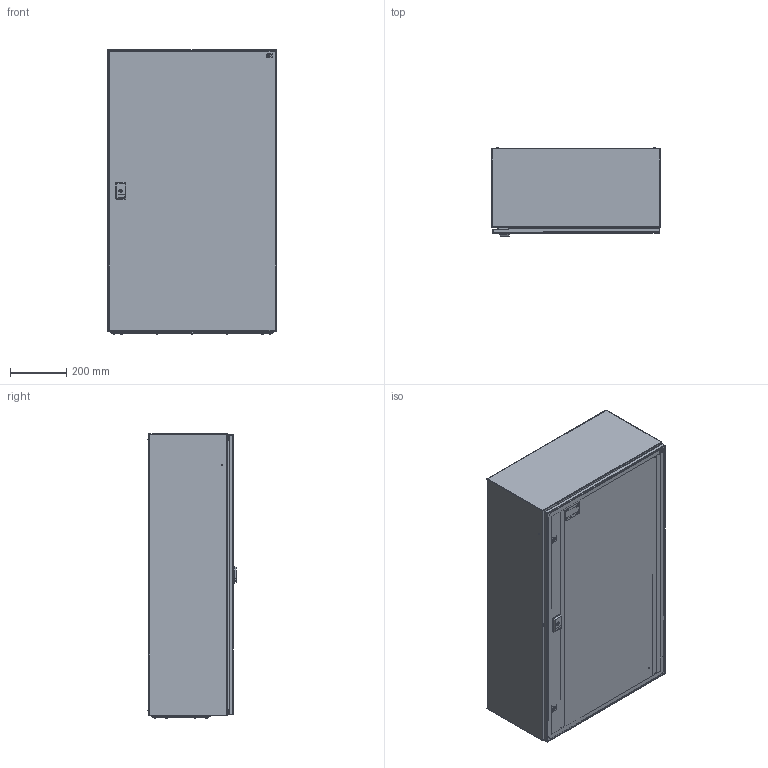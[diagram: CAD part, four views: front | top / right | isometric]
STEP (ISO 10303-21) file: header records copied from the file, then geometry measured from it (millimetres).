
FILE_DESCRIPTION((''),'2;1');
FILE_NAME('GT_100_60_30_ASM','2021-11-04T',('marketing.praksa'),('Audax d.o.o.'),'CREO PARAMETRIC BY PTC INC, 2017480','CREO PARAMETRIC BY PTC INC, 2017480','');
FILE_SCHEMA(('AUTOMOTIVE_DESIGN { 1 0 10303 214 1 1 1 1 }'));
Products named in the file (65): DRZWI_1_2_3_4_5_6_7_8_9_10_1_1; DRZWI_1_2_3_4_5_6_7_8_9_10_2__1; ZAWIAS_3_ST47_002_ELEMENT-50874; ZAWIAS_3_ST47_002_ELEMENT-50875; DRZWI_1_2_3_4_5_6_7_8_9_10_3__1; DRZWI_1_2_3_4_5_6_7_8_9_10_4__1; ZAWIAS_3_ST47_002_ELEMENT-50878; DRZWI_1_2_3_4_5_6_7_8_9_10_5_1; DRZWI_1_2_3_4_5_6_7_8_9_10_6__1; DRZWI_1_2_3_4_5_6_7_8_9_10_7__1; DRZWI_1_2_3_4_5_6_7_8_9_10_9__1; DRZWI_1_2_3_4_5_6_7_8_9_10_10_2; ANSI_B27_7M_3CMI-4-50885_1; ANSI_B27_7M_3CMI-4-50886_1; ANSI_B27_7M_3CMI-4-50887_1; DRZWI_1_2_3_4_5_6_7_8_9_10_11_2; DRZWI_1_2_3_4_5_6_7_8_9_10_12_1; DRZWI_1_2_3_4_5_6_7_8_9_10_13_2; DRZWI_1_2_3_4_5_6_7_8_9_10_14_2; DRZWI_1_2_3_4_5_6_7_8_9_10_15_1; DRZWI_1_2_3_4_5_6_7_8_9_10_16_1; DRZWI_1_2_3_4_5_6_7_8_9_10_17_1; DRZWI_1_2_3_4_5_6_7_8_9_10_18_1; DRZWI_1_2_3_4_5_6_7_8_9_10_19_1; DRZWI_1_2_3_4_5_6_7_8_9_10_20_1; DRZWI_1_2_3_4_5_6_7_8_9_10_21_1; DRZWI_1_2_3_4_5_6_7_8_9_10_22_1; DRZWI_1_2_3_4_5_6_7_8_9_10_23_1; DRZWI_1_2_3_4_5_6_7_8_9_10_24_1; DRZWI_1_2_3_4_5_6_7_8_9_10_25_1; DRZWI_1_2_3_4_5_6_7_8_9_10_26_1; DRZWI_1_2_3_4_5_6_7_8_9_10_27_1; DRZWI_1_2_3_4_5_6_7_8_9_10_28_1; DRZWI_1_2_3_4_5_6_7_8_9_10_29_1; DRZWI_1_2_3_4_5_6_7_8_9_10_30_3; DRZWI_1_2_3_4_5_6_7_8_9_10_31_2; DRZWI_1_2_3_4_5_6_7_8_9_10_32_2; DRZWI_1_2_3_4_5_6_7_8_9_10_33_2; DRZWI_1_2_3_4_5_6_7_8_9_10_34_2; DRZWI_1_2_3_4_5_6_7_8_9_10_35_2 ...
Assembly tree (75 placements, depth 2):
  GT_100_60_30_ASM
    DRZWI_1_2_3_4_5_6_7_8_9_10_1_1
    DRZWI_1_2_3_4_5_6_7_8_9_10_2__1
    ZAWIAS_3_ST47_002_ELEMENT-50874
    ZAWIAS_3_ST47_002_ELEMENT-50875
    DRZWI_1_2_3_4_5_6_7_8_9_10_3__1
    DRZWI_1_2_3_4_5_6_7_8_9_10_4__1
    ZAWIAS_3_ST47_002_ELEMENT-50878
    DRZWI_1_2_3_4_5_6_7_8_9_10_5_1
    DRZWI_1_2_3_4_5_6_7_8_9_10_6__1
    DRZWI_1_2_3_4_5_6_7_8_9_10_7__1
    DRZWI_1_2_3_4_5_6_7_8_9_10_9__1
    DRZWI_1_2_3_4_5_6_7_8_9_10_10_2
    ANSI_B27_7M_3CMI-4-50885_1
    ANSI_B27_7M_3CMI-4-50886_1
    ANSI_B27_7M_3CMI-4-50887_1
    DRZWI_1_2_3_4_5_6_7_8_9_10_11_2
    DRZWI_1_2_3_4_5_6_7_8_9_10_12_1
    DRZWI_1_2_3_4_5_6_7_8_9_10_13_2
    DRZWI_1_2_3_4_5_6_7_8_9_10_14_2
    DRZWI_1_2_3_4_5_6_7_8_9_10_15_1
    DRZWI_1_2_3_4_5_6_7_8_9_10_16_1
    DRZWI_1_2_3_4_5_6_7_8_9_10_17_1
    DRZWI_1_2_3_4_5_6_7_8_9_10_18_1
    DRZWI_1_2_3_4_5_6_7_8_9_10_19_1
    DRZWI_1_2_3_4_5_6_7_8_9_10_20_1
    DRZWI_1_2_3_4_5_6_7_8_9_10_21_1
    DRZWI_1_2_3_4_5_6_7_8_9_10_22_1
    DRZWI_1_2_3_4_5_6_7_8_9_10_23_1
    DRZWI_1_2_3_4_5_6_7_8_9_10_24_1
    DRZWI_1_2_3_4_5_6_7_8_9_10_25_1
    DRZWI_1_2_3_4_5_6_7_8_9_10_26_1
    DRZWI_1_2_3_4_5_6_7_8_9_10_27_1
    DRZWI_1_2_3_4_5_6_7_8_9_10_28_1
    DRZWI_1_2_3_4_5_6_7_8_9_10_29_1
    DRZWI_1_2_3_4_5_6_7_8_9_10_30_3
    DRZWI_1_2_3_4_5_6_7_8_9_10_31_2
    DRZWI_1_2_3_4_5_6_7_8_9_10_32_2
    DRZWI_1_2_3_4_5_6_7_8_9_10_33_2
    DRZWI_1_2_3_4_5_6_7_8_9_10_34_2
    DRZWI_1_2_3_4_5_6_7_8_9_10_35_2
    ETI_LOGO_1_1_1_1_1_2_3_4_5_1
    ETI_LOGO_2_1_1_1_1_2_3_4_5_1
    ETI_LOGO_3_1_1_1_1_2_3_4_5_1
    KOR_GT_100-60-30_1
    PRZEPUST_1_2_3_4_5_1
    ZAWIAS_1_2_3_4_5_1  x3
    TULEJA_1_2_3_4_5_1  x4
    PLYTA_1_2_3_4_5_1
    NAKRETKA_M8_1_2_3_4_5_1  x4
    ZASLEPKA_10_7_1_2_3_4_5_1  x4
    SCREWS_100_60_30_1_1
    SCREWS_100_60_30_1_2
    SCREWS_100_60_30_1_3
    SCREWS_100_60_30_1_4
    SCREWS_100_60_30_1_5
    SCREWS_100_60_30_1_6
    SCREWS_100_60_30_1_7
    SCREWS_100_60_30_1_8
    SCREWS_100_60_30_1_9
Bounding box: 600 x 312.4 x 1008.44 mm (x, y, z)
Volume: 4687507.8 mm3; surface area: 6069361.3 mm2
Topology: 75 solids, 75 shells, 3436 faces, 9495 edges, 6371 vertices
Faces by surface type: plane 1558, cylinder 1328, torus 162, cone 138, extrusion 136, sphere 64, bspline 50
Entity records: 128102 total; most frequent: CARTESIAN_POINT 22830, DIRECTION 16179, ORIENTED_EDGE 15266, PRESENTATION_STYLE_ASSIGNMENT 8204, STYLED_ITEM 8204, CURVE_STYLE 7633, EDGE_CURVE 7633, AXIS2_PLACEMENT_3D 6067
